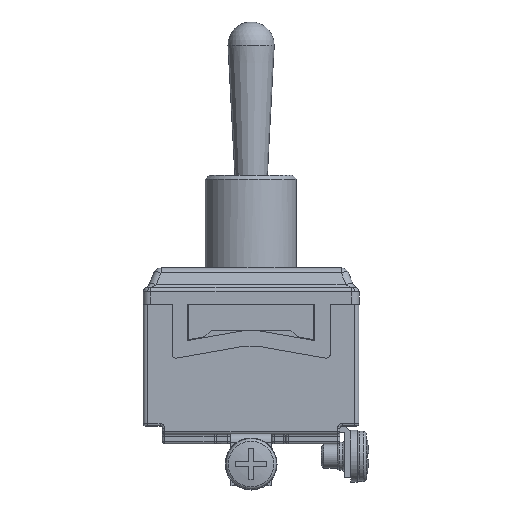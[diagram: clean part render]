
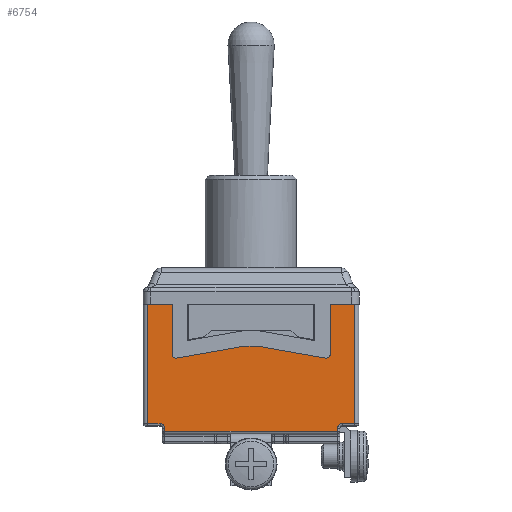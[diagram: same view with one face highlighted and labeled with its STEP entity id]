
A CAD part, front view. The second image highlights one B-rep face of the part: STEP entity #6754.
In plain terms, the highlighted planar face has unit normal (0, -1, 0).
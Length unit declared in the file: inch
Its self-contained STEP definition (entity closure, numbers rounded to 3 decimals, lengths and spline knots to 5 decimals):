
#373=PLANE('',#7335);
#643=LINE('',#10774,#1188);
#651=LINE('',#10795,#1196);
#657=LINE('',#10807,#1202);
#697=LINE('',#10897,#1242);
#701=LINE('',#10915,#1246);
#710=LINE('',#10941,#1255);
#714=LINE('',#10951,#1259);
#715=LINE('',#10955,#1260);
#716=LINE('',#10956,#1261);
#717=LINE('',#10958,#1262);
#718=LINE('',#10960,#1263);
#719=LINE('',#10964,#1264);
#720=LINE('',#10966,#1265);
#721=LINE('',#10968,#1266);
#1188=VECTOR('',#8488,0.3937);
#1196=VECTOR('',#8504,0.3937);
#1202=VECTOR('',#8512,0.3937);
#1242=VECTOR('',#8586,0.3937);
#1246=VECTOR('',#8606,0.3937);
#1255=VECTOR('',#8635,0.3937);
#1259=VECTOR('',#8647,0.3937);
#1260=VECTOR('',#8650,0.3937);
#1261=VECTOR('',#8651,0.3937);
#1262=VECTOR('',#8654,0.3937);
#1263=VECTOR('',#8655,0.3937);
#1264=VECTOR('',#8658,0.3937);
#1265=VECTOR('',#8659,0.3937);
#1266=VECTOR('',#8660,0.3937);
#1817=FACE_OUTER_BOUND('',#2258,.T.);
#2258=EDGE_LOOP('',(#5289,#5290,#5291,#5292,#5293,#5294,#5295,#5296,#5297,
#5298,#5299,#5300,#5301,#5302,#5303,#5304,#5305,#5306,#5307,#5308));
#2653=CIRCLE('',#7319,0.01969);
#2655=CIRCLE('',#7323,0.01969);
#2658=CIRCLE('',#7332,0.01969);
#2660=CIRCLE('',#7336,0.01969);
#2661=CIRCLE('',#7337,0.02362);
#2662=CIRCLE('',#7338,0.02362);
#3118=VERTEX_POINT('',#10771);
#3119=VERTEX_POINT('',#10773);
#3126=VERTEX_POINT('',#10791);
#3128=VERTEX_POINT('',#10794);
#3131=VERTEX_POINT('',#10801);
#3133=VERTEX_POINT('',#10805);
#3165=VERTEX_POINT('',#10894);
#3166=VERTEX_POINT('',#10896);
#3170=VERTEX_POINT('',#10908);
#3171=VERTEX_POINT('',#10912);
#3174=VERTEX_POINT('',#10920);
#3178=VERTEX_POINT('',#10938);
#3181=VERTEX_POINT('',#10948);
#3182=VERTEX_POINT('',#10953);
#3183=VERTEX_POINT('',#10954);
#3184=VERTEX_POINT('',#10959);
#3185=VERTEX_POINT('',#10961);
#3186=VERTEX_POINT('',#10963);
#3187=VERTEX_POINT('',#10965);
#3188=VERTEX_POINT('',#10967);
#3850=EDGE_CURVE('',#3119,#3118,#643,.T.);
#3860=EDGE_CURVE('',#3128,#3126,#651,.T.);
#3866=EDGE_CURVE('',#3131,#3133,#657,.T.);
#3909=EDGE_CURVE('',#3165,#3166,#697,.T.);
#3915=EDGE_CURVE('',#3131,#3170,#2653,.F.);
#3918=EDGE_CURVE('',#3118,#3171,#701,.T.);
#3922=EDGE_CURVE('',#3174,#3171,#2655,.F.);
#3931=EDGE_CURVE('',#3174,#3178,#710,.T.);
#3933=EDGE_CURVE('',#3178,#3128,#2658,.T.);
#3937=EDGE_CURVE('',#3181,#3170,#714,.T.);
#3938=EDGE_CURVE('',#3182,#3183,#715,.T.);
#3939=EDGE_CURVE('',#3119,#3182,#716,.T.);
#3940=EDGE_CURVE('',#3126,#3181,#2660,.T.);
#3941=EDGE_CURVE('',#3133,#3166,#717,.T.);
#3942=EDGE_CURVE('',#3184,#3165,#718,.T.);
#3943=EDGE_CURVE('',#3185,#3184,#2661,.T.);
#3944=EDGE_CURVE('',#3186,#3185,#719,.T.);
#3945=EDGE_CURVE('',#3187,#3186,#720,.T.);
#3946=EDGE_CURVE('',#3188,#3187,#721,.T.);
#3947=EDGE_CURVE('',#3183,#3188,#2662,.T.);
#5289=ORIENTED_EDGE('',*,*,#3938,.F.);
#5290=ORIENTED_EDGE('',*,*,#3939,.F.);
#5291=ORIENTED_EDGE('',*,*,#3850,.T.);
#5292=ORIENTED_EDGE('',*,*,#3918,.T.);
#5293=ORIENTED_EDGE('',*,*,#3922,.F.);
#5294=ORIENTED_EDGE('',*,*,#3931,.T.);
#5295=ORIENTED_EDGE('',*,*,#3933,.T.);
#5296=ORIENTED_EDGE('',*,*,#3860,.T.);
#5297=ORIENTED_EDGE('',*,*,#3940,.T.);
#5298=ORIENTED_EDGE('',*,*,#3937,.T.);
#5299=ORIENTED_EDGE('',*,*,#3915,.F.);
#5300=ORIENTED_EDGE('',*,*,#3866,.T.);
#5301=ORIENTED_EDGE('',*,*,#3941,.T.);
#5302=ORIENTED_EDGE('',*,*,#3909,.F.);
#5303=ORIENTED_EDGE('',*,*,#3942,.F.);
#5304=ORIENTED_EDGE('',*,*,#3943,.F.);
#5305=ORIENTED_EDGE('',*,*,#3944,.F.);
#5306=ORIENTED_EDGE('',*,*,#3945,.F.);
#5307=ORIENTED_EDGE('',*,*,#3946,.F.);
#5308=ORIENTED_EDGE('',*,*,#3947,.F.);
#6754=ADVANCED_FACE('',(#1817),#373,.T.);
#7319=AXIS2_PLACEMENT_3D('',#10909,#8600,#8601);
#7323=AXIS2_PLACEMENT_3D('',#10922,#8613,#8614);
#7332=AXIS2_PLACEMENT_3D('',#10944,#8639,#8640);
#7335=AXIS2_PLACEMENT_3D('',#10952,#8648,#8649);
#7336=AXIS2_PLACEMENT_3D('',#10957,#8652,#8653);
#7337=AXIS2_PLACEMENT_3D('',#10962,#8656,#8657);
#7338=AXIS2_PLACEMENT_3D('',#10969,#8661,#8662);
#8488=DIRECTION('',(-1.,0.,0.));
#8504=DIRECTION('',(-1.,0.,0.));
#8512=DIRECTION('',(0.,0.,1.));
#8586=DIRECTION('',(0.,0.,1.));
#8600=DIRECTION('center_axis',(0.,1.,0.));
#8601=DIRECTION('ref_axis',(-0.643,0.,-0.766));
#8606=DIRECTION('',(0.,0.,-1.));
#8613=DIRECTION('center_axis',(0.,1.,0.));
#8614=DIRECTION('ref_axis',(0.643,0.,-0.766));
#8635=DIRECTION('',(-0.985,0.,0.174));
#8639=DIRECTION('center_axis',(0.,-1.,0.));
#8640=DIRECTION('ref_axis',(0.087,0.,0.996));
#8647=DIRECTION('',(-0.985,0.,-0.174));
#8648=DIRECTION('center_axis',(0.,-1.,0.));
#8649=DIRECTION('ref_axis',(0.,0.,-1.));
#8650=DIRECTION('',(-1.,0.,0.));
#8651=DIRECTION('',(0.,0.,-1.));
#8652=DIRECTION('center_axis',(0.,-1.,0.));
#8653=DIRECTION('ref_axis',(-0.087,0.,0.996));
#8654=DIRECTION('',(-1.,0.,0.));
#8655=DIRECTION('',(-1.,0.,0.));
#8656=DIRECTION('center_axis',(0.,-1.,0.));
#8657=DIRECTION('ref_axis',(0.707,0.,0.707));
#8658=DIRECTION('',(0.,0.,1.));
#8659=DIRECTION('',(-1.,0.,0.));
#8660=DIRECTION('',(0.,0.,-1.));
#8661=DIRECTION('center_axis',(0.,-1.,0.));
#8662=DIRECTION('ref_axis',(-0.707,0.,0.707));
#10771=CARTESIAN_POINT('',(0.40354,-0.25787,0.));
#10773=CARTESIAN_POINT('',(0.53051,-0.25787,0.));
#10774=CARTESIAN_POINT('',(0.5502,-0.25787,0.));
#10791=CARTESIAN_POINT('',(-0.03281,-0.25787,-0.21457));
#10794=CARTESIAN_POINT('',(0.03281,-0.25787,-0.21457));
#10795=CARTESIAN_POINT('',(-0.29237,-0.25787,-0.21457));
#10801=CARTESIAN_POINT('',(-0.40354,-0.25787,-0.25617));
#10805=CARTESIAN_POINT('',(-0.40354,-0.25787,0.));
#10807=CARTESIAN_POINT('',(-0.40354,-0.25787,0.));
#10894=CARTESIAN_POINT('',(-0.53051,-0.25787,-0.61024));
#10896=CARTESIAN_POINT('',(-0.53051,-0.25787,0.));
#10897=CARTESIAN_POINT('',(-0.53051,-0.25787,0.));
#10908=CARTESIAN_POINT('',(-0.38044,-0.25787,-0.27556));
#10909=CARTESIAN_POINT('Origin',(-0.38386,-0.25787,
-0.25617));
#10912=CARTESIAN_POINT('',(0.40354,-0.25787,-0.25617));
#10915=CARTESIAN_POINT('',(0.40354,-0.25787,-0.13982));
#10920=CARTESIAN_POINT('',(0.38044,-0.25787,-0.27556));
#10922=CARTESIAN_POINT('Origin',(0.38386,-0.25787,-0.25617));
#10938=CARTESIAN_POINT('',(0.03623,-0.25787,-0.21487));
#10941=CARTESIAN_POINT('',(-0.26736,-0.25787,-0.16133));
#10944=CARTESIAN_POINT('Origin',(0.03281,-0.25787,
-0.23425));
#10948=CARTESIAN_POINT('',(-0.03623,-0.25787,-0.21487));
#10951=CARTESIAN_POINT('',(-0.45075,-0.25787,-0.28796));
#10952=CARTESIAN_POINT('Origin',(-0.5502,-0.25787,
0.));
#10953=CARTESIAN_POINT('',(0.53051,-0.25787,-0.61024));
#10954=CARTESIAN_POINT('',(0.46457,-0.25787,-0.61024));
#10955=CARTESIAN_POINT('',(-0.2751,-0.25787,-0.61024));
#10956=CARTESIAN_POINT('',(0.53051,-0.25787,0.));
#10957=CARTESIAN_POINT('Origin',(-0.03281,-0.25787,
-0.23425));
#10958=CARTESIAN_POINT('',(0.5502,-0.25787,0.));
#10959=CARTESIAN_POINT('',(-0.46457,-0.25787,-0.61024));
#10960=CARTESIAN_POINT('',(-0.2751,-0.25787,-0.61024));
#10961=CARTESIAN_POINT('',(-0.44094,-0.25787,-0.63386));
#10962=CARTESIAN_POINT('Origin',(-0.46457,-0.25787,
-0.63386));
#10963=CARTESIAN_POINT('',(-0.44094,-0.25787,-0.64961));
#10964=CARTESIAN_POINT('',(-0.44094,-0.25787,-0.31102));
#10965=CARTESIAN_POINT('',(0.44094,-0.25787,-0.64961));
#10966=CARTESIAN_POINT('',(-0.2751,-0.25787,-0.64961));
#10967=CARTESIAN_POINT('',(0.44094,-0.25787,-0.63386));
#10968=CARTESIAN_POINT('',(0.44094,-0.25787,-0.31102));
#10969=CARTESIAN_POINT('Origin',(0.46457,-0.25787,-0.63386));
